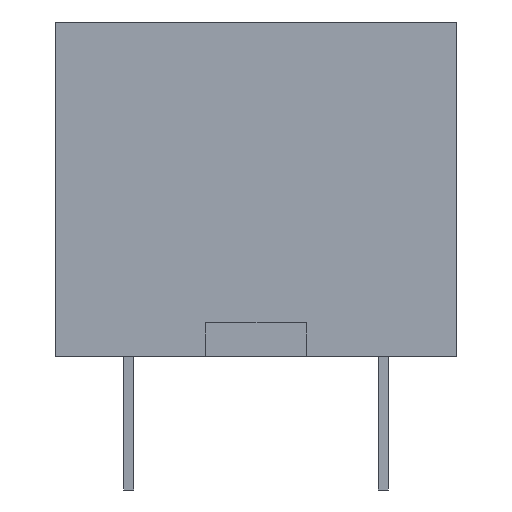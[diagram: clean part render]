
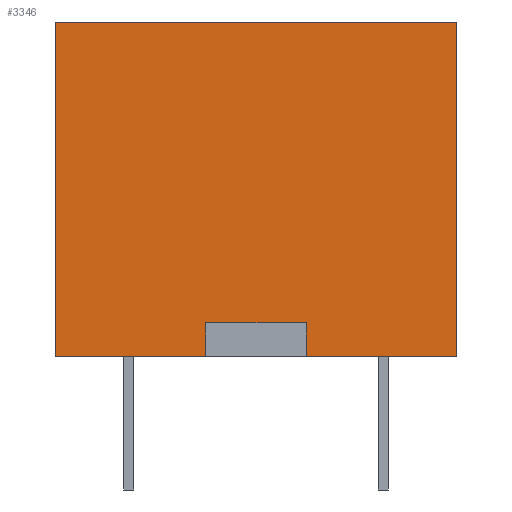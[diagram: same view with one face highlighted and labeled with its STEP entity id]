
A CAD part, left-side view. The second image highlights one B-rep face of the part: STEP entity #3346.
In plain terms, the highlighted planar face has unit normal (-1, 0, 0).
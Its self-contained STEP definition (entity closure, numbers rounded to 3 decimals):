
#3052=CARTESIAN_POINT('',(-14.,-1.5,0.4));
#3053=VERTEX_POINT('',#3052);
#3054=CARTESIAN_POINT('',(-14.,-1.5,1.4));
#3055=VERTEX_POINT('',#3054);
#3056=CARTESIAN_POINT('',(-14.,-1.5,0.4));
#3057=DIRECTION('',(0.,0.,1.));
#3058=VECTOR('',#3057,1.);
#3059=LINE('',#3056,#3058);
#3060=EDGE_CURVE('NONE',#3053,#3055,#3059,.T.);
#3083=CARTESIAN_POINT('',(-14.,1.5,1.4));
#3084=VERTEX_POINT('',#3083);
#3085=CARTESIAN_POINT('',(-14.,-1.5,1.4));
#3086=DIRECTION('',(0.,1.,0.));
#3087=VECTOR('',#3086,3.);
#3088=LINE('',#3085,#3087);
#3089=EDGE_CURVE('NONE',#3055,#3084,#3088,.T.);
#3107=CARTESIAN_POINT('',(-14.,1.5,0.4));
#3108=VERTEX_POINT('',#3107);
#3109=CARTESIAN_POINT('',(-14.,1.5,1.4));
#3110=DIRECTION('',(0.,-0.,-1.));
#3111=VECTOR('',#3110,1.);
#3112=LINE('',#3109,#3111);
#3113=EDGE_CURVE('NONE',#3084,#3108,#3112,.T.);
#3141=CARTESIAN_POINT('',(-14.,-6.,0.4));
#3142=VERTEX_POINT('',#3141);
#3149=CARTESIAN_POINT('',(-14.,-1.5,0.4));
#3150=DIRECTION('',(0.,-1.,-0.));
#3151=VECTOR('',#3150,4.5);
#3152=LINE('',#3149,#3151);
#3153=EDGE_CURVE('NONE',#3053,#3142,#3152,.T.);
#3158=CARTESIAN_POINT('',(-14.,6.,0.4));
#3159=VERTEX_POINT('',#3158);
#3160=CARTESIAN_POINT('',(-14.,6.,0.4));
#3161=DIRECTION('',(0.,-1.,-0.));
#3162=VECTOR('',#3161,4.5);
#3163=LINE('',#3160,#3162);
#3164=EDGE_CURVE('NONE',#3159,#3108,#3163,.T.);
#3252=CARTESIAN_POINT('',(-14.,6.,10.4));
#3253=VERTEX_POINT('',#3252);
#3254=CARTESIAN_POINT('',(-14.,6.,10.4));
#3255=DIRECTION('',(-0.,-0.,-1.));
#3256=VECTOR('',#3255,10.);
#3257=LINE('',#3254,#3256);
#3258=EDGE_CURVE('',#3253,#3159,#3257,.T.);
#3291=CARTESIAN_POINT('',(-14.,-6.,10.4));
#3292=VERTEX_POINT('',#3291);
#3299=CARTESIAN_POINT('',(-14.,-6.,10.4));
#3300=DIRECTION('',(-0.,-0.,-1.));
#3301=VECTOR('',#3300,10.);
#3302=LINE('',#3299,#3301);
#3303=EDGE_CURVE('',#3292,#3142,#3302,.T.);
#3326=CARTESIAN_POINT('',(-14.,6.,10.4));
#3327=DIRECTION('',(1.,0.,0.));
#3328=DIRECTION('',(-0.,1.,0.));
#3329=AXIS2_PLACEMENT_3D('',#3326,#3327,#3328);
#3330=PLANE('',#3329);
#3331=ORIENTED_EDGE('',*,*,#3303,.F.);
#3332=CARTESIAN_POINT('',(-14.,-6.,10.4));
#3333=DIRECTION('',(0.,1.,0.));
#3334=VECTOR('',#3333,12.);
#3335=LINE('',#3332,#3334);
#3336=EDGE_CURVE('',#3292,#3253,#3335,.T.);
#3337=ORIENTED_EDGE('',*,*,#3336,.T.);
#3338=ORIENTED_EDGE('',*,*,#3258,.T.);
#3339=ORIENTED_EDGE('',*,*,#3164,.T.);
#3340=ORIENTED_EDGE('',*,*,#3113,.F.);
#3341=ORIENTED_EDGE('',*,*,#3089,.F.);
#3342=ORIENTED_EDGE('',*,*,#3060,.F.);
#3343=ORIENTED_EDGE('',*,*,#3153,.T.);
#3344=EDGE_LOOP('',(#3331,#3337,#3338,#3339,#3340,#3341,#3342,#3343));
#3345=FACE_BOUND('',#3344,.T.);
#3346=ADVANCED_FACE('',(#3345),#3330,.F.);
